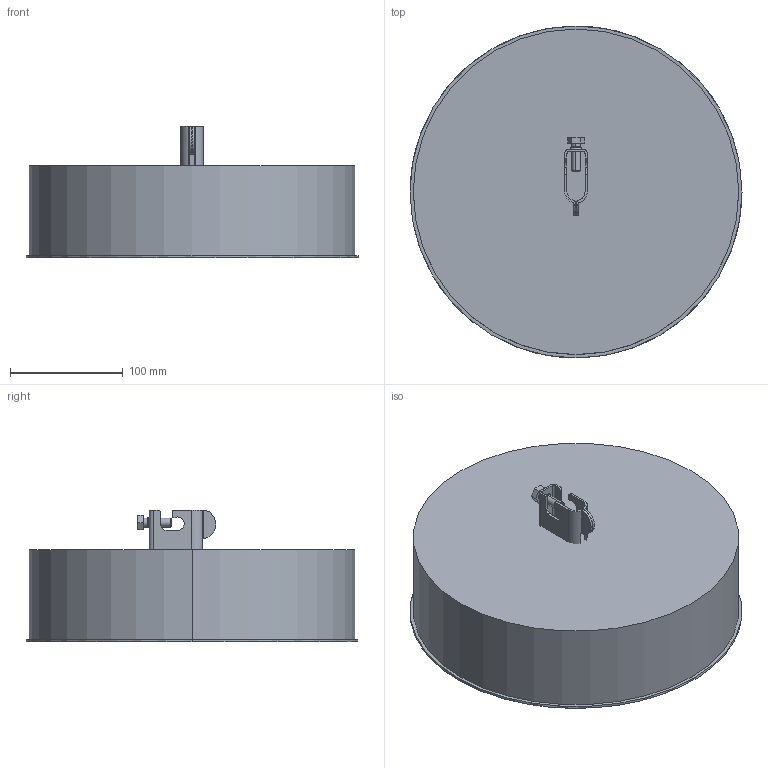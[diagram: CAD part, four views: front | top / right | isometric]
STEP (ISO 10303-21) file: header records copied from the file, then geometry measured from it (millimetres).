
FILE_DESCRIPTION (( 'STEP AP214' ), '1' );
FILE_NAME ('5403103_FangFix-System-F-FIX-10.STEP', '2019-12-20T10:30:01', ( 'Ungarn' ), ( 'Microsoft' ), 'SwSTEP 2.0', 'SolidWorks 2018', '' );
FILE_SCHEMA (( 'AUTOMOTIVE_DESIGN' ));
Length unit declared in the file: millimetre
Products named in the file (5): Imported_4; Imported_3; Imported_2; Imported; 5403103_FangFix-System-F-FIX-10
Assembly tree (4 placements, depth 2):
  5403103_FangFix-System-F-FIX-10
    Imported
    Imported_2
    Imported_3
    Imported_4
Bounding box: 295 x 295 x 117 mm (x, y, z)
Volume: 5323767.6 mm3; surface area: 279087.1 mm2
Topology: 4 solids, 4 shells, 285 faces, 765 edges, 510 vertices
Faces by surface type: plane 171, cylinder 98, bspline 14, cone 2
Entity records: 14565 total; most frequent: CARTESIAN_POINT 4281, ORIENTED_EDGE 1530, DIRECTION 1289, EDGE_CURVE 765, VERTEX_POINT 510, VECTOR 503, LINE 503, AXIS2_PLACEMENT_3D 393
